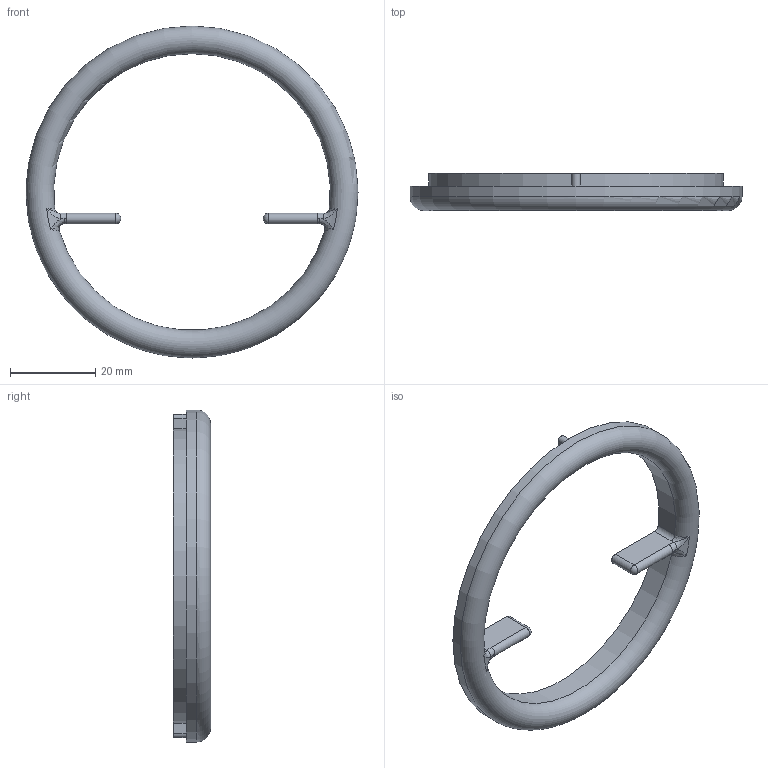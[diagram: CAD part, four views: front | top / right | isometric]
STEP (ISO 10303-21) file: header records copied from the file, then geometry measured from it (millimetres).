
FILE_DESCRIPTION(/* description */ ('STEP AP242','CAx-IF Rec.Pracs.---Representation and Presentation of Product Manufacturing Information (PMI)---4.0---2014-10-13','CAx-IF Rec.Pracs.---3D Tessellated Geometry---0.4---2014-09-14','2;1'),/* implementation_level */ '2;1');
FILE_NAME(/* name */ '670a1291f58f390d73b4891e',/* time_stamp */ '2024-10-12T06:09:21Z',/* author */ (''),/* organization */ (''),/* preprocessor_version */ 'ST-DEVELOPER v20',/* originating_system */ ' ',/* authorisation */ ' ');
FILE_SCHEMA (('AP242_MANAGED_MODEL_BASED_3D_ENGINEERING_MIM_LF { 1 0 10303 442 1 1 4 }'));
Length unit declared in the file: metre
Products named in the file (1): ring
Bounding box: 78 x 8.74 x 78 mm (x, y, z)
Volume: 9286.5 mm3; surface area: 6712.5 mm2
Topology: 1 solids, 1 shells, 42 faces, 109 edges, 63 vertices
Faces by surface type: cylinder 15, bspline 12, plane 10, torus 3, sphere 2
Full cylindrical faces by diameter (mm): 78 x1
Entity records: 1392 total; most frequent: CARTESIAN_POINT 471, ORIENTED_EDGE 196, DIRECTION 174, EDGE_CURVE 98, AXIS2_PLACEMENT_3D 69, VERTEX_POINT 60, EDGE_LOOP 46, FACE_BOUND 46
